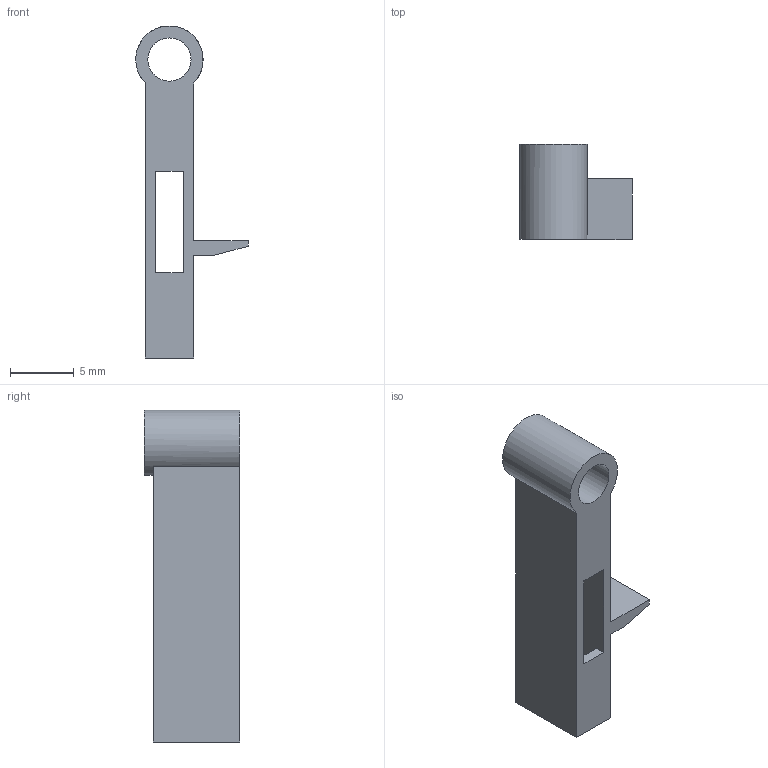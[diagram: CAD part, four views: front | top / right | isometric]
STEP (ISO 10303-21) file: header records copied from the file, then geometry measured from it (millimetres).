
FILE_DESCRIPTION(/* description */ (''),/* implementation_level */ '2;1');
FILE_NAME(/* name */ 'Lever (1)(Mirror).step',/* time_stamp */ '2019-03-25T10:41:41+01:00',/* author */ (''),/* organization */ (''),/* preprocessor_version */ 'ST-DEVELOPER v17.2',/* originating_system */ 'Autodesk Translation Framework v7.6.0.251',/* authorisation */ '');
FILE_SCHEMA (('AUTOMOTIVE_DESIGN { 1 0 10303 214 3 1 1 }'));
Length unit declared in the file: millimetre
Products named in the file (1): Lever (1)(Mirror)
Bounding box: 8.85 x 7.5 x 26.14 mm (x, y, z)
Volume: 381.5 mm3; surface area: 979.1 mm2
Topology: 1 solids, 1 shells, 21 faces, 62 edges, 42 vertices
Faces by surface type: plane 19, cylinder 2
Full cylindrical faces by diameter (mm): 3.4 x1
Entity records: 748 total; most frequent: CARTESIAN_POINT 126, ORIENTED_EDGE 124, DIRECTION 114, EDGE_CURVE 62, LINE 54, VECTOR 54, VERTEX_POINT 42, AXIS2_PLACEMENT_3D 30
